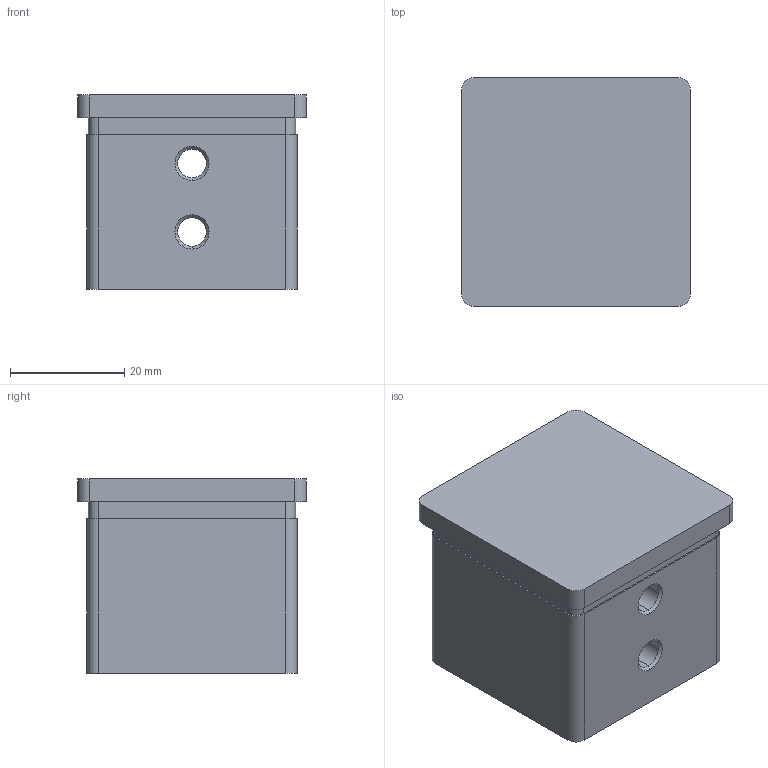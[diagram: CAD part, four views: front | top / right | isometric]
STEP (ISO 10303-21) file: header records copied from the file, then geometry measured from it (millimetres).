
FILE_DESCRIPTION (( 'STEP AP203' ), '1' );
FILE_NAME ('60319-240.STEP', '2020-11-25T15:55:11', ( '' ), ( '' ), 'SwSTEP 2.0', 'SolidWorks 2018', '' );
FILE_SCHEMA (( 'CONFIG_CONTROL_DESIGN' ));
Length unit declared in the file: millimetre
Products named in the file (2): 60319-240
Bounding box: 40 x 40 x 34 mm (x, y, z)
Volume: 15049.8 mm3; surface area: 10978.9 mm2
Topology: 1 solids, 1 shells, 353 faces, 933 edges, 610 vertices
Faces by surface type: plane 187, bspline 129, cylinder 25, cone 8, sphere 4
Entity records: 18078 total; most frequent: CARTESIAN_POINT 10031, ORIENTED_EDGE 1858, DIRECTION 1185, EDGE_CURVE 929, VERTEX_POINT 610, LINE 609, VECTOR 609, EDGE_LOOP 389
